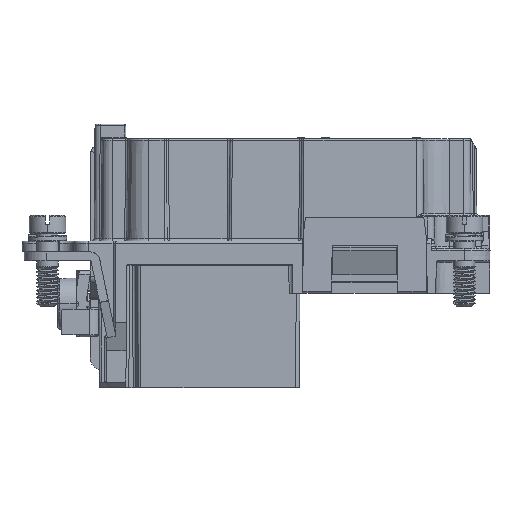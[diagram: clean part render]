
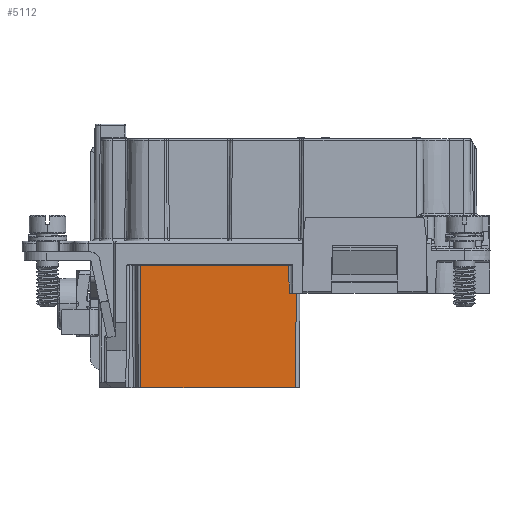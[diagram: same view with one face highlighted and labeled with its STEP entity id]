
A CAD part, front view. The second image highlights one B-rep face of the part: STEP entity #5112.
In plain terms, the highlighted planar face has unit normal (0, -1, -0.009).
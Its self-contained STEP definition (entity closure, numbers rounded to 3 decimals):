
#3155=FACE_OUTER_BOUND('',#14762,.T.);
#5112=ADVANCED_FACE('',(#3155),#5782,.F.);
#5782=PLANE('',#38666);
#9035=LINE('',#72831,#11184);
#9054=LINE('',#72972,#11203);
#9355=LINE('',#74491,#11504);
#9684=LINE('',#76094,#11833);
#9687=LINE('',#76110,#11836);
#9688=LINE('',#76112,#11837);
#11184=VECTOR('',#46172,1.);
#11203=VECTOR('',#46215,1.);
#11504=VECTOR('',#46996,1.);
#11833=VECTOR('',#47863,1.);
#11836=VECTOR('',#47868,1.);
#11837=VECTOR('',#47871,1.);
#14762=EDGE_LOOP('',(#24811,#24812,#24813,#24814,#24815,#24816));
#24811=ORIENTED_EDGE('',*,*,#32656,.T.);
#24812=ORIENTED_EDGE('',*,*,#32622,.F.);
#24813=ORIENTED_EDGE('',*,*,#33139,.T.);
#24814=ORIENTED_EDGE('',*,*,#33646,.F.);
#24815=ORIENTED_EDGE('',*,*,#33640,.T.);
#24816=ORIENTED_EDGE('',*,*,#33645,.F.);
#27925=VERTEX_POINT('',#72823);
#27927=VERTEX_POINT('',#72830);
#27948=VERTEX_POINT('',#72973);
#28256=VERTEX_POINT('',#74490);
#28528=VERTEX_POINT('',#76093);
#28529=VERTEX_POINT('',#76095);
#32622=EDGE_CURVE('',#27927,#27925,#9035,.T.);
#32656=EDGE_CURVE('',#27948,#27925,#9054,.T.);
#33139=EDGE_CURVE('',#27927,#28256,#9355,.T.);
#33640=EDGE_CURVE('',#28529,#28528,#9684,.T.);
#33645=EDGE_CURVE('',#27948,#28528,#9687,.T.);
#33646=EDGE_CURVE('',#28529,#28256,#9688,.T.);
#38666=AXIS2_PLACEMENT_3D('',#76113,#47872,#47873);
#46172=DIRECTION('',(-0.005,-0.009,1.));
#46215=DIRECTION('',(-1.,0.,0.));
#46996=DIRECTION('',(1.,0.,0.));
#47863=DIRECTION('',(-1.,0.,0.));
#47868=DIRECTION('',(0.009,0.009,-1.));
#47871=DIRECTION('',(-0.005,0.009,-1.));
#47872=DIRECTION('',(0.,1.,0.009));
#47873=DIRECTION('',(0.,0.009,-1.));
#72823=CARTESIAN_POINT('',(-15.899,-13.998,-0.648));
#72830=CARTESIAN_POINT('',(-15.814,-13.852,-17.4));
#72831=CARTESIAN_POINT('',(-15.814,-13.852,-17.4));
#72972=CARTESIAN_POINT('',(4.444,-13.998,-0.648));
#72973=CARTESIAN_POINT('',(4.444,-13.998,-0.648));
#74490=CARTESIAN_POINT('',(5.374,-13.852,-17.4));
#74491=CARTESIAN_POINT('',(-15.814,-13.852,-17.4));
#76093=CARTESIAN_POINT('',(4.477,-13.965,-4.45));
#76094=CARTESIAN_POINT('',(5.442,-13.965,-4.45));
#76095=CARTESIAN_POINT('',(5.442,-13.965,-4.45));
#76110=CARTESIAN_POINT('',(4.444,-13.998,-0.648));
#76112=CARTESIAN_POINT('',(5.442,-13.965,-4.45));
#76113=CARTESIAN_POINT('',(-5.228,-13.925,-9.024));
